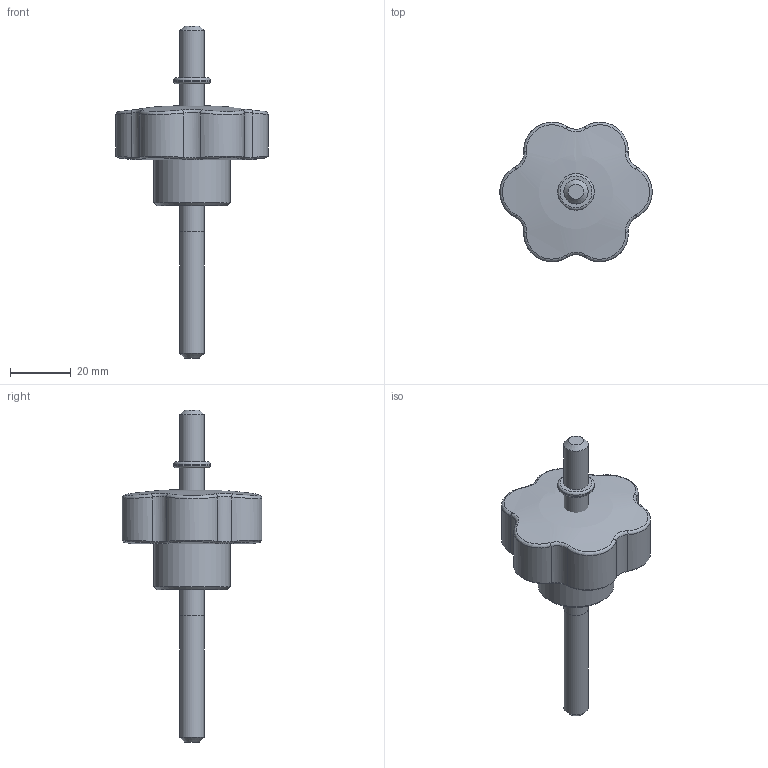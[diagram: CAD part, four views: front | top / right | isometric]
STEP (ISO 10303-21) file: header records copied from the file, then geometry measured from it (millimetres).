
FILE_DESCRIPTION( ( 'Unknown' ), '1' );
FILE_NAME( '6112256_VP50.stp', 'Unknown', ( 'Unknown' ), ( 'Unknown' ), 'XStep 1.0', 'Unknown', ' ' );
FILE_SCHEMA( ( 'CONFIG_CONTROL_DESIGN' ) );
Length unit declared in the file: millimetre
Products named in the file (3): Assem1; VP50_ø12; 1833151
Bounding box: 49.95 x 45.77 x 109 mm (x, y, z)
Volume: 66505 mm3; surface area: 23915.8 mm2
Topology: 4 solids, 4 shells, 166 faces, 390 edges, 238 vertices
Faces by surface type: plane 50, bspline 50, cylinder 48, cone 10, torus 6, sphere 2
Full cylindrical faces by diameter (mm): 8 x6, 12 x4, 25 x2
Entity records: 5349 total; most frequent: CARTESIAN_POINT 3595, ORIENTED_EDGE 350, DIRECTION 280, EDGE_CURVE 175, AXIS2_PLACEMENT_3D 116, VERTEX_POINT 115, EDGE_LOOP 102, FACE_OUTER_BOUND 93
